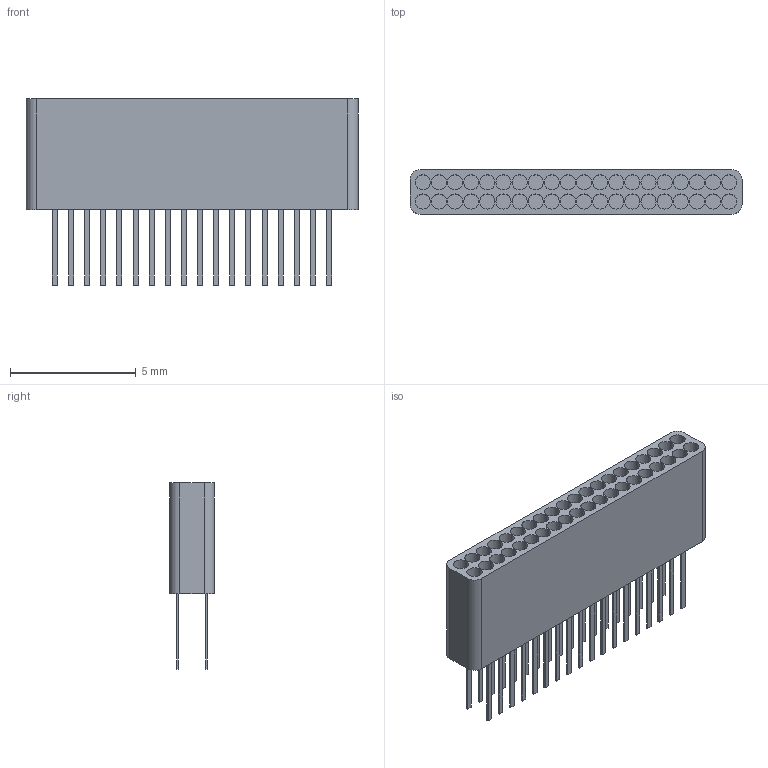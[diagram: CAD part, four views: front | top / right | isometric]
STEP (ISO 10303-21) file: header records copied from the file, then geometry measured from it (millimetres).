
FILE_DESCRIPTION (( 'STEP AP214' ), '1' );
FILE_NAME ('OMNETICS_A79022-001.STEP', '2022-05-13T18:05:53', ( '' ), ( '' ), 'SwSTEP 2.0', 'SolidWorks 2019', '' );
FILE_SCHEMA (( 'AUTOMOTIVE_DESIGN' ));
Length unit declared in the file: millimetre
Products named in the file (1): OMNETICS_A79022-001
Bounding box: 13.18 x 1.78 x 7.39 mm (x, y, z)
Volume: 69.8 mm3; surface area: 457.3 mm2
Topology: 1 solids, 1 shells, 310 faces, 696 edges, 464 vertices
Faces by surface type: plane 226, cylinder 84
Entity records: 10732 total; most frequent: DIRECTION 1486, CARTESIAN_POINT 1471, ORIENTED_EDGE 1392, EDGE_CURVE 696, LINE 528, VECTOR 528, AXIS2_PLACEMENT_3D 479, VERTEX_POINT 464
